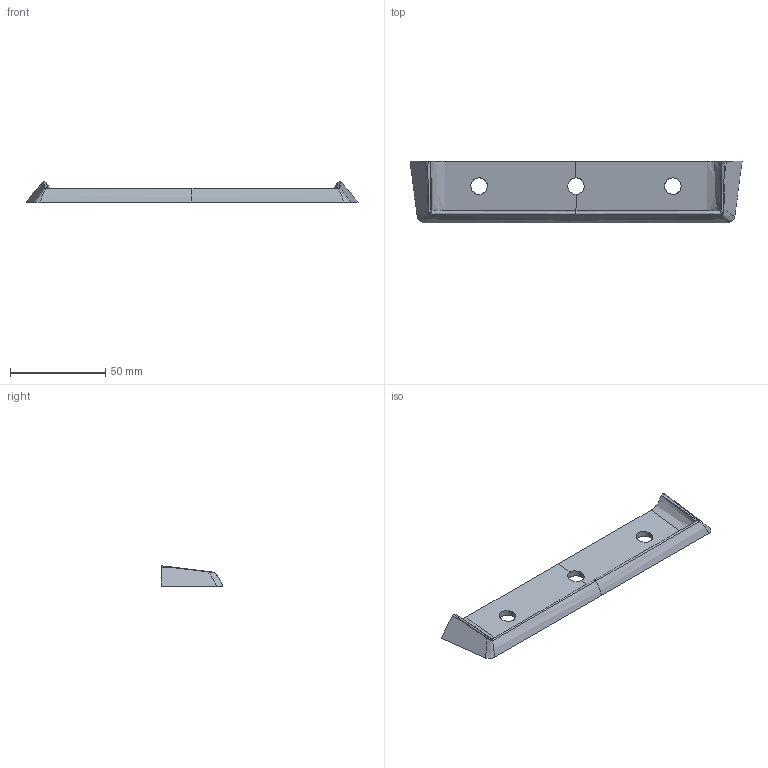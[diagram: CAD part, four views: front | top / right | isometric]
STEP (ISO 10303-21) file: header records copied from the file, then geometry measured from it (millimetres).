
FILE_DESCRIPTION (( 'STEP AP214' ), '1' );
FILE_NAME ('FlushBlockout.STEP', '2017-09-25T21:04:57', ( 'Temp' ), ( '' ), 'SwSTEP 2.0', 'SolidWorks 2010', '' );
FILE_SCHEMA (( 'AUTOMOTIVE_DESIGN' ));
Length unit declared in the file: inch
Products named in the file (1): FlushBlockout
Bounding box: 174.07 x 32.08 x 10.66 mm (x, y, z)
Volume: 19366 mm3; surface area: 13433.7 mm2
Topology: 1 solids, 1 shells, 35 faces, 126 edges, 88 vertices
Faces by surface type: bspline 26, plane 9
Entity records: 7753 total; most frequent: CARTESIAN_POINT 6482, ORIENTED_EDGE 244, EDGE_CURVE 122, B_SPLINE_CURVE_WITH_KNOTS 114, VERTEX_POINT 88, EDGE_LOOP 40, DIMENSIONAL_EXPONENTS 38, LENGTH_MEASURE_WITH_UNIT 38
